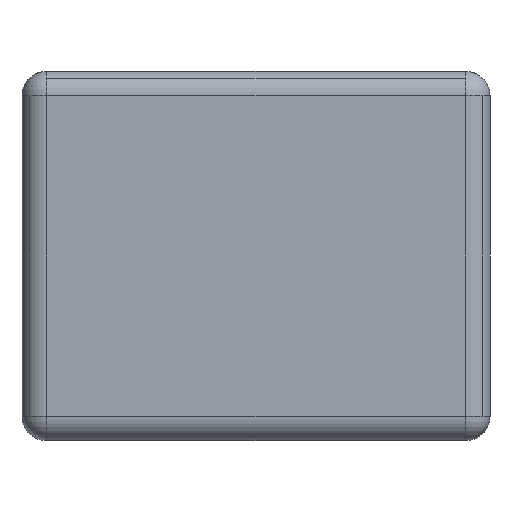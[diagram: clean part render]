
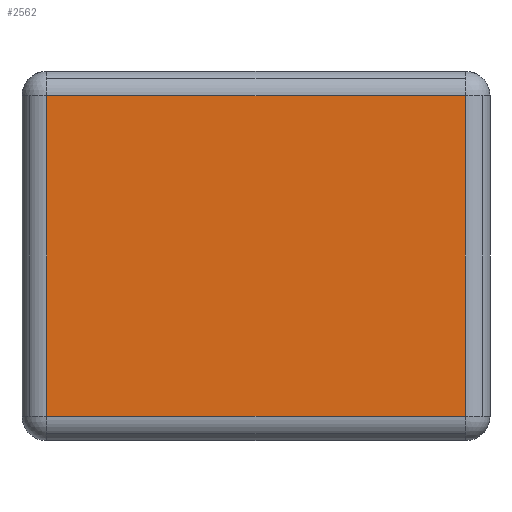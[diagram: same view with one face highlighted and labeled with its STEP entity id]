
A CAD part, left-side view. The second image highlights one B-rep face of the part: STEP entity #2562.
In plain terms, the highlighted planar face has unit normal (-1, 0, 0).
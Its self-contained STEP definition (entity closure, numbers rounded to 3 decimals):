
#1608=CARTESIAN_POINT('',(-0.875,0.425,0.0));
#1609=VERTEX_POINT('',#1608);
#1617=CARTESIAN_POINT('',(-0.875,0.425,0.65));
#1618=VERTEX_POINT('',#1617);
#1619=CARTESIAN_POINT('',(-0.875,0.425,0.0));
#1620=DIRECTION('',(0.0,0.0,1.0));
#1621=VECTOR('',#1620,0.65);
#1622=LINE('',#1619,#1621);
#1623=EDGE_CURVE('',#1609,#1618,#1622,.T.);
#1650=CARTESIAN_POINT('',(-0.875,-0.425,0.0));
#1651=VERTEX_POINT('',#1650);
#1659=CARTESIAN_POINT('',(-0.875,-0.425,0.0));
#1660=DIRECTION('',(0.0,1.0,0.0));
#1661=VECTOR('',#1660,0.85);
#1662=LINE('',#1659,#1661);
#1663=EDGE_CURVE('',#1651,#1609,#1662,.T.);
#2248=CARTESIAN_POINT('',(-0.875,-0.425,0.65));
#2249=VERTEX_POINT('',#2248);
#2369=CARTESIAN_POINT('',(-0.875,-0.425,0.65));
#2370=DIRECTION('',(0.0,0.0,-1.0));
#2371=VECTOR('',#2370,0.65);
#2372=LINE('',#2369,#2371);
#2373=EDGE_CURVE('',#2249,#1651,#2372,.T.);
#2386=CARTESIAN_POINT('',(-0.875,0.425,0.65));
#2387=DIRECTION('',(0.0,-1.0,0.0));
#2388=VECTOR('',#2387,0.85);
#2389=LINE('',#2386,#2388);
#2390=EDGE_CURVE('',#1618,#2249,#2389,.T.);
#2551=CARTESIAN_POINT('',(-0.875,-0.475,-0.05));
#2552=DIRECTION('',(-1.0,0.0,0.0));
#2553=DIRECTION('',(0.0,0.0,1.0));
#2554=AXIS2_PLACEMENT_3D('',#2551,#2552,#2553);
#2555=PLANE('',#2554);
#2556=ORIENTED_EDGE('',*,*,#2373,.F.);
#2557=ORIENTED_EDGE('',*,*,#2390,.F.);
#2558=ORIENTED_EDGE('',*,*,#1623,.F.);
#2559=ORIENTED_EDGE('',*,*,#1663,.F.);
#2560=EDGE_LOOP('',(#2556,#2557,#2558,#2559));
#2561=FACE_OUTER_BOUND('',#2560,.T.);
#2562=ADVANCED_FACE('',(#2561),#2555,.T.);
